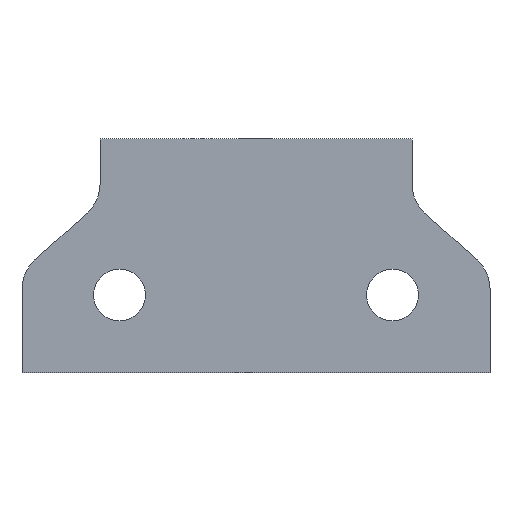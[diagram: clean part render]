
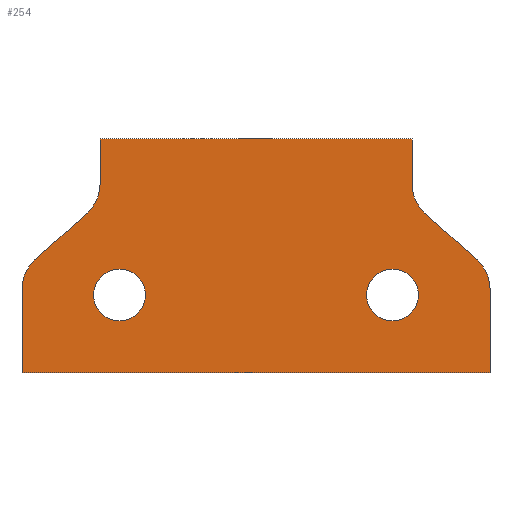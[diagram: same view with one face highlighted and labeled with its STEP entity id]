
A CAD part, left-side view. The second image highlights one B-rep face of the part: STEP entity #254.
In plain terms, the highlighted planar face has unit normal (-1, 0, 0).
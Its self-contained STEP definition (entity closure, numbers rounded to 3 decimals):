
#95=CARTESIAN_POINT('Vertex',(-15.,-20.,24.227)) ;
#109=CARTESIAN_POINT('Vertex',(-15.,-20.,30.)) ;
#112=CARTESIAN_POINT('Line Origine',(-15.,-20.,27.113)) ;
#124=CARTESIAN_POINT('Axis2P3D Location',(-15.,0.,0.)) ;
#129=CARTESIAN_POINT('Axis2P3D Location',(-15.,25.,10.773)) ;
#133=CARTESIAN_POINT('Vertex',(-15.,30.,10.773)) ;
#135=CARTESIAN_POINT('Vertex',(-15.,28.345,14.49)) ;
#138=CARTESIAN_POINT('Line Origine',(-15.,30.,5.387)) ;
#142=CARTESIAN_POINT('Vertex',(-15.,30.,0.)) ;
#145=CARTESIAN_POINT('Line Origine',(-15.,0.,0.)) ;
#149=CARTESIAN_POINT('Vertex',(-15.,-30.,0.)) ;
#152=CARTESIAN_POINT('Line Origine',(-15.,-30.,5.387)) ;
#156=CARTESIAN_POINT('Vertex',(-15.,-30.,10.773)) ;
#159=CARTESIAN_POINT('Axis2P3D Location',(-15.,-25.,10.773)) ;
#163=CARTESIAN_POINT('Vertex',(-15.,-28.345,14.49)) ;
#166=CARTESIAN_POINT('Line Origine',(-15.,-25.,17.5)) ;
#170=CARTESIAN_POINT('Vertex',(-15.,-21.655,20.51)) ;
#173=CARTESIAN_POINT('Axis2P3D Location',(-15.,-25.,24.227)) ;
#178=CARTESIAN_POINT('Line Origine',(-15.,0.,30.)) ;
#182=CARTESIAN_POINT('Vertex',(-15.,20.,30.)) ;
#185=CARTESIAN_POINT('Line Origine',(-15.,20.,27.113)) ;
#189=CARTESIAN_POINT('Vertex',(-15.,20.,24.227)) ;
#192=CARTESIAN_POINT('Axis2P3D Location',(-15.,25.,24.227)) ;
#196=CARTESIAN_POINT('Vertex',(-15.,21.655,20.51)) ;
#199=CARTESIAN_POINT('Line Origine',(-15.,25.,17.5)) ;
#218=CARTESIAN_POINT('Axis2P3D Location',(-15.,-17.5,10.)) ;
#222=CARTESIAN_POINT('Vertex',(-15.,-20.417,11.593)) ;
#224=CARTESIAN_POINT('Vertex',(-15.,-14.583,8.407)) ;
#227=CARTESIAN_POINT('Axis2P3D Location',(-15.,-17.5,10.)) ;
#236=CARTESIAN_POINT('Axis2P3D Location',(-15.,17.5,10.)) ;
#240=CARTESIAN_POINT('Vertex',(-15.,20.417,8.407)) ;
#242=CARTESIAN_POINT('Vertex',(-15.,14.583,11.593)) ;
#245=CARTESIAN_POINT('Axis2P3D Location',(-15.,17.5,10.)) ;
#113=DIRECTION('Vector Direction',(0.,0.,1.)) ;
#125=DIRECTION('Axis2P3D Direction',(1.,0.,0.)) ;
#126=DIRECTION('Axis2P3D XDirection',(0.,1.,0.)) ;
#130=DIRECTION('Axis2P3D Direction',(1.,0.,0.)) ;
#139=DIRECTION('Vector Direction',(0.,0.,1.)) ;
#146=DIRECTION('Vector Direction',(0.,-1.,0.)) ;
#153=DIRECTION('Vector Direction',(0.,0.,1.)) ;
#160=DIRECTION('Axis2P3D Direction',(1.,0.,0.)) ;
#167=DIRECTION('Vector Direction',(0.,0.743,0.669)) ;
#174=DIRECTION('Axis2P3D Direction',(1.,0.,0.)) ;
#179=DIRECTION('Vector Direction',(0.,1.,0.)) ;
#186=DIRECTION('Vector Direction',(0.,0.,-1.)) ;
#193=DIRECTION('Axis2P3D Direction',(1.,0.,0.)) ;
#200=DIRECTION('Vector Direction',(0.,-0.743,0.669)) ;
#219=DIRECTION('Axis2P3D Direction',(1.,0.,0.)) ;
#228=DIRECTION('Axis2P3D Direction',(1.,0.,0.)) ;
#237=DIRECTION('Axis2P3D Direction',(1.,0.,0.)) ;
#246=DIRECTION('Axis2P3D Direction',(1.,0.,0.)) ;
#127=AXIS2_PLACEMENT_3D('Plane Axis2P3D',#124,#125,#126) ;
#131=AXIS2_PLACEMENT_3D('Circle Axis2P3D',#129,#130,$) ;
#161=AXIS2_PLACEMENT_3D('Circle Axis2P3D',#159,#160,$) ;
#175=AXIS2_PLACEMENT_3D('Circle Axis2P3D',#173,#174,$) ;
#194=AXIS2_PLACEMENT_3D('Circle Axis2P3D',#192,#193,$) ;
#220=AXIS2_PLACEMENT_3D('Circle Axis2P3D',#218,#219,$) ;
#229=AXIS2_PLACEMENT_3D('Circle Axis2P3D',#227,#228,$) ;
#238=AXIS2_PLACEMENT_3D('Circle Axis2P3D',#236,#237,$) ;
#247=AXIS2_PLACEMENT_3D('Circle Axis2P3D',#245,#246,$) ;
#205=ORIENTED_EDGE('',*,*,#137,.F.) ;
#206=ORIENTED_EDGE('',*,*,#144,.F.) ;
#207=ORIENTED_EDGE('',*,*,#151,.F.) ;
#208=ORIENTED_EDGE('',*,*,#158,.F.) ;
#209=ORIENTED_EDGE('',*,*,#165,.F.) ;
#210=ORIENTED_EDGE('',*,*,#172,.F.) ;
#211=ORIENTED_EDGE('',*,*,#177,.T.) ;
#212=ORIENTED_EDGE('',*,*,#116,.F.) ;
#213=ORIENTED_EDGE('',*,*,#184,.F.) ;
#214=ORIENTED_EDGE('',*,*,#191,.F.) ;
#215=ORIENTED_EDGE('',*,*,#198,.T.) ;
#216=ORIENTED_EDGE('',*,*,#203,.F.) ;
#233=ORIENTED_EDGE('',*,*,#226,.T.) ;
#234=ORIENTED_EDGE('',*,*,#231,.T.) ;
#251=ORIENTED_EDGE('',*,*,#244,.T.) ;
#252=ORIENTED_EDGE('',*,*,#249,.T.) ;
#235=FACE_BOUND('',#232,.T.) ;
#253=FACE_BOUND('',#250,.T.) ;
#114=VECTOR('Line Direction',#113,1.) ;
#140=VECTOR('Line Direction',#139,1.) ;
#147=VECTOR('Line Direction',#146,1.) ;
#154=VECTOR('Line Direction',#153,1.) ;
#168=VECTOR('Line Direction',#167,1.) ;
#180=VECTOR('Line Direction',#179,1.) ;
#187=VECTOR('Line Direction',#186,1.) ;
#201=VECTOR('Line Direction',#200,1.) ;
#254=ADVANCED_FACE('Corps principal',(#217,#235,#253),#128,.F.) ;
#132=CIRCLE('generated circle',#131,5.) ;
#162=CIRCLE('generated circle',#161,5.) ;
#176=CIRCLE('generated circle',#175,5.) ;
#195=CIRCLE('generated circle',#194,5.) ;
#221=CIRCLE('generated circle',#220,3.324) ;
#230=CIRCLE('generated circle',#229,3.324) ;
#239=CIRCLE('generated circle',#238,3.324) ;
#248=CIRCLE('generated circle',#247,3.324) ;
#116=EDGE_CURVE('',#110,#96,#115,.F.) ;
#137=EDGE_CURVE('',#134,#136,#132,.T.) ;
#144=EDGE_CURVE('',#143,#134,#141,.T.) ;
#151=EDGE_CURVE('',#150,#143,#148,.F.) ;
#158=EDGE_CURVE('',#157,#150,#155,.F.) ;
#165=EDGE_CURVE('',#164,#157,#162,.T.) ;
#172=EDGE_CURVE('',#171,#164,#169,.F.) ;
#177=EDGE_CURVE('',#171,#96,#176,.T.) ;
#184=EDGE_CURVE('',#183,#110,#181,.F.) ;
#191=EDGE_CURVE('',#190,#183,#188,.F.) ;
#198=EDGE_CURVE('',#190,#197,#195,.T.) ;
#203=EDGE_CURVE('',#136,#197,#202,.T.) ;
#226=EDGE_CURVE('',#223,#225,#221,.T.) ;
#231=EDGE_CURVE('',#225,#223,#230,.T.) ;
#244=EDGE_CURVE('',#241,#243,#239,.T.) ;
#249=EDGE_CURVE('',#243,#241,#248,.T.) ;
#204=EDGE_LOOP('',(#205,#206,#207,#208,#209,#210,#211,#212,#213,#214,#215,#216)) ;
#232=EDGE_LOOP('',(#233,#234)) ;
#250=EDGE_LOOP('',(#251,#252)) ;
#217=FACE_OUTER_BOUND('',#204,.T.) ;
#115=LINE('Line',#112,#114) ;
#141=LINE('Line',#138,#140) ;
#148=LINE('Line',#145,#147) ;
#155=LINE('Line',#152,#154) ;
#169=LINE('Line',#166,#168) ;
#181=LINE('Line',#178,#180) ;
#188=LINE('Line',#185,#187) ;
#202=LINE('Line',#199,#201) ;
#128=PLANE('',#127) ;
#96=VERTEX_POINT('',#95) ;
#110=VERTEX_POINT('',#109) ;
#134=VERTEX_POINT('',#133) ;
#136=VERTEX_POINT('',#135) ;
#143=VERTEX_POINT('',#142) ;
#150=VERTEX_POINT('',#149) ;
#157=VERTEX_POINT('',#156) ;
#164=VERTEX_POINT('',#163) ;
#171=VERTEX_POINT('',#170) ;
#183=VERTEX_POINT('',#182) ;
#190=VERTEX_POINT('',#189) ;
#197=VERTEX_POINT('',#196) ;
#223=VERTEX_POINT('',#222) ;
#225=VERTEX_POINT('',#224) ;
#241=VERTEX_POINT('',#240) ;
#243=VERTEX_POINT('',#242) ;
